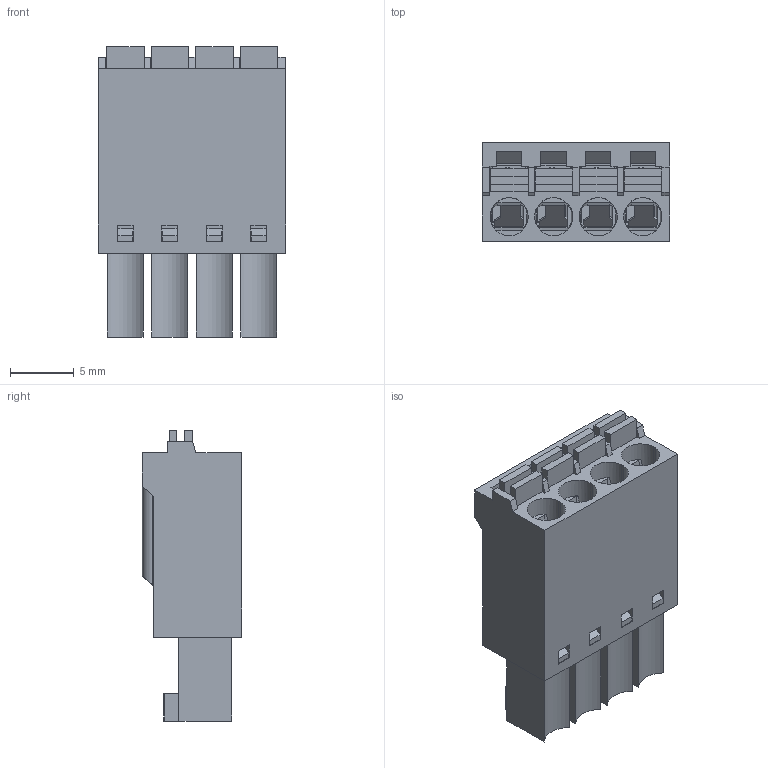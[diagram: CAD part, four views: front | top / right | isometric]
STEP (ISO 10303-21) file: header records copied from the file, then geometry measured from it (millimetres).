
FILE_DESCRIPTION(/* description */ ('Unknown'),/* implementation_level */ '2;1');
FILE_NAME(/* name */ '691304100004',/* time_stamp */ '2018-09-14T13:17:25+02:00',/* author */ ('Unknown'),/* organization */ ('Unknown'),/* preprocessor_version */ 'ST-DEVELOPER v16.7',/* originating_system */ 'DEX',/* authorisation */ $);
FILE_SCHEMA (('AUTOMOTIVE_DESIGN {1 0 10303 214 3 1 1}'));
Length unit declared in the file: millimetre
Products named in the file (6): 6913041000xx; 691304100004; 691304100004_Bas; 6913041000xx_Levier; 6913041000xx_Pin; 6913041000xx_Lamelle
Assembly tree (14 placements, depth 2):
  6913041000xx
    691304100004
    691304100004_Bas
    6913041000xx_Levier  x4
    6913041000xx_Pin  x4
    6913041000xx_Lamelle  x4
Bounding box: 14.7 x 7.8 x 22.8 mm (x, y, z)
Volume: 1163.4 mm3; surface area: 4316.5 mm2
Topology: 14 solids, 14 shells, 1160 faces, 3264 edges, 2132 vertices
Faces by surface type: plane 908, cylinder 232, cone 20
Full cylindrical faces by diameter (mm): 1.2 x4
Entity records: 23388 total; most frequent: CARTESIAN_POINT 4297, ORIENTED_EDGE 4090, DIRECTION 3715, EDGE_CURVE 2045, LINE 1775, VECTOR 1775, VERTEX_POINT 1356, AXIS2_PLACEMENT_3D 970
